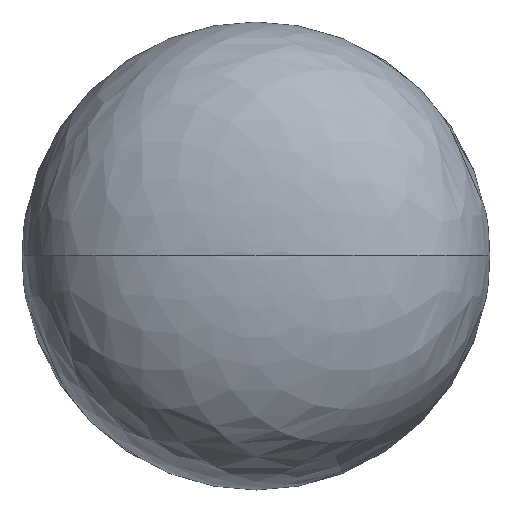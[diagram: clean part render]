
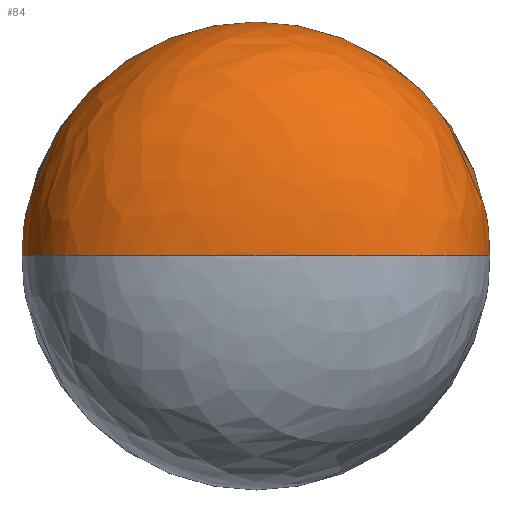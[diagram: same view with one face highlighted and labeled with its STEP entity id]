
A CAD part, top view. The second image highlights one B-rep face of the part: STEP entity #84.
In plain terms, the highlighted free-form (B-spline) face has degree [2, 3] with [5, 6] control points.
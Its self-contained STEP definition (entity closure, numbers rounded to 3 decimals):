
#84=ADVANCED_FACE('',(#104),#306,.T.);
#104=FACE_OUTER_BOUND('',#124,.T.);
#124=EDGE_LOOP('',(#178,#179));
#178=ORIENTED_EDGE('',*,*,#225,.T.);
#179=ORIENTED_EDGE('',*,*,#224,.F.);
#224=EDGE_CURVE('',#286,#287,#268,.T.);
#225=EDGE_CURVE('',#286,#287,#269,.T.);
#268=B_SPLINE_CURVE_WITH_KNOTS('',3,(#647,#648,#649,#650,#651,#652),
 .UNSPECIFIED.,.F.,.F.,(4,1,1,4),(0.,166.952,333.905,
500.857),.UNSPECIFIED.);
#269=B_SPLINE_CURVE_WITH_KNOTS('',3,(#653,#654,#655,#656,#657,#658),
 .UNSPECIFIED.,.F.,.F.,(4,1,1,4),(0.,166.952,333.905,
500.857),.UNSPECIFIED.);
#286=VERTEX_POINT('',#645);
#287=VERTEX_POINT('',#646);
#306=(
BOUNDED_SURFACE()
B_SPLINE_SURFACE(2,3,((#585,#586,#587,#588,#589,#590),(#591,#592,#593,#594,
#595,#596),(#597,#598,#599,#600,#601,#602),(#603,#604,#605,#606,#607,#608),
(#609,#610,#611,#612,#613,#614)),.UNSPECIFIED.,.F.,.F.,.F.)
B_SPLINE_SURFACE_WITH_KNOTS((3,2,3),(4,1,1,4),(0.,57.47,114.941),
(0.,166.952,333.905,500.857),.UNSPECIFIED.)
GEOMETRIC_REPRESENTATION_ITEM()
RATIONAL_B_SPLINE_SURFACE(((1.,1.,1.,1.,1.,1.),(0.707,0.707,
0.707,0.707,0.707,0.707),
(1.,1.,1.,1.,1.,1.),(0.707,0.707,0.707,
0.707,0.707,0.707),(1.,1.,1.,1.,1.,
1.)))
REPRESENTATION_ITEM('')
SURFACE()
);
#585=CARTESIAN_POINT('',(0.,0.,83.812));
#586=CARTESIAN_POINT('',(23.594,0.,83.812));
#587=CARTESIAN_POINT('',(83.455,0.,92.894));
#588=CARTESIAN_POINT('',(83.455,0.,198.251));
#589=CARTESIAN_POINT('',(23.594,0.,207.332));
#590=CARTESIAN_POINT('',(0.,0.,207.332));
#591=CARTESIAN_POINT('',(0.,0.,83.812));
#592=CARTESIAN_POINT('',(23.594,23.594,83.812));
#593=CARTESIAN_POINT('',(83.455,83.455,92.894));
#594=CARTESIAN_POINT('',(83.455,83.455,198.251));
#595=CARTESIAN_POINT('',(23.594,23.594,207.332));
#596=CARTESIAN_POINT('',(0.,0.,207.332));
#597=CARTESIAN_POINT('',(0.,0.,83.812));
#598=CARTESIAN_POINT('',(0.,23.594,83.812));
#599=CARTESIAN_POINT('',(0.,83.455,92.894));
#600=CARTESIAN_POINT('',(0.,83.455,198.251));
#601=CARTESIAN_POINT('',(0.,23.594,207.332));
#602=CARTESIAN_POINT('',(0.,0.,207.332));
#603=CARTESIAN_POINT('',(0.,0.,83.812));
#604=CARTESIAN_POINT('',(-23.594,23.594,83.812));
#605=CARTESIAN_POINT('',(-83.455,83.455,92.894));
#606=CARTESIAN_POINT('',(-83.455,83.455,198.251));
#607=CARTESIAN_POINT('',(-23.594,23.594,207.332));
#608=CARTESIAN_POINT('',(0.,0.,207.332));
#609=CARTESIAN_POINT('',(0.,0.,83.812));
#610=CARTESIAN_POINT('',(-23.594,0.,83.812));
#611=CARTESIAN_POINT('',(-83.455,0.,92.894));
#612=CARTESIAN_POINT('',(-83.455,0.,198.251));
#613=CARTESIAN_POINT('',(-23.594,0.,207.332));
#614=CARTESIAN_POINT('',(0.,0.,207.332));
#645=CARTESIAN_POINT('',(0.,0.,83.812));
#646=CARTESIAN_POINT('',(0.,0.,207.332));
#647=CARTESIAN_POINT('',(0.,0.,83.812));
#648=CARTESIAN_POINT('',(23.594,0.,83.812));
#649=CARTESIAN_POINT('',(83.455,0.,92.894));
#650=CARTESIAN_POINT('',(83.455,0.,198.251));
#651=CARTESIAN_POINT('',(23.594,0.,207.332));
#652=CARTESIAN_POINT('',(0.,0.,207.332));
#653=CARTESIAN_POINT('',(0.,0.,83.812));
#654=CARTESIAN_POINT('',(-23.594,0.,83.812));
#655=CARTESIAN_POINT('',(-83.455,0.,92.894));
#656=CARTESIAN_POINT('',(-83.455,0.,198.251));
#657=CARTESIAN_POINT('',(-23.594,0.,207.332));
#658=CARTESIAN_POINT('',(0.,0.,207.332));
